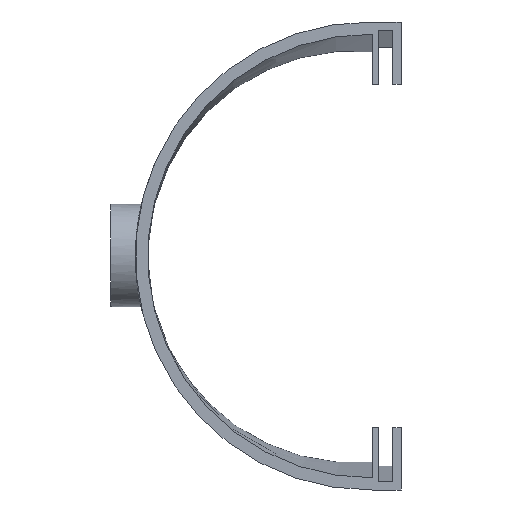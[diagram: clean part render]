
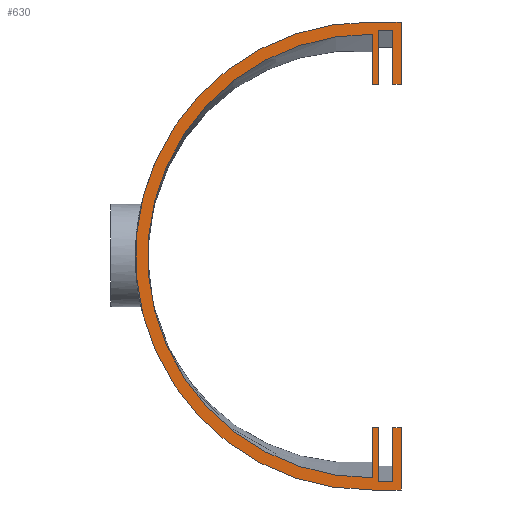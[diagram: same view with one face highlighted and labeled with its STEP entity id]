
A CAD part, front view. The second image highlights one B-rep face of the part: STEP entity #630.
In plain terms, the highlighted planar face has unit normal (0, -1, 0).
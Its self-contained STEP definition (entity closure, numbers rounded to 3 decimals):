
#27=CIRCLE('',#664,54.255);
#29=CIRCLE('',#666,57.255);
#59=FACE_OUTER_BOUND('',#95,.T.);
#95=EDGE_LOOP('',(#530,#531,#532,#533,#534,#535,#536,#537,#538,#539,#540,
#541,#542,#543,#544,#545,#546,#547));
#121=LINE('',#1111,#187);
#123=LINE('',#1115,#189);
#128=LINE('',#1124,#194);
#129=LINE('',#1127,#195);
#134=LINE('',#1136,#200);
#137=LINE('',#1142,#203);
#139=LINE('',#1145,#205);
#141=LINE('',#1148,#207);
#142=LINE('',#1151,#208);
#145=LINE('',#1158,#211);
#150=LINE('',#1168,#216);
#152=LINE('',#1172,#218);
#156=LINE('',#1178,#222);
#157=LINE('',#1181,#223);
#160=LINE('',#1187,#226);
#161=LINE('',#1188,#227);
#187=VECTOR('',#752,10.);
#189=VECTOR('',#756,10.);
#194=VECTOR('',#763,10.);
#195=VECTOR('',#766,10.);
#200=VECTOR('',#773,10.);
#203=VECTOR('',#778,10.);
#205=VECTOR('',#782,10.);
#207=VECTOR('',#786,10.);
#208=VECTOR('',#789,10.);
#211=VECTOR('',#794,10.);
#216=VECTOR('',#801,10.);
#218=VECTOR('',#805,10.);
#222=VECTOR('',#811,10.);
#223=VECTOR('',#814,10.);
#226=VECTOR('',#819,10.);
#227=VECTOR('',#820,10.);
#271=VERTEX_POINT('',#1048);
#272=VERTEX_POINT('',#1049);
#275=VERTEX_POINT('',#1096);
#276=VERTEX_POINT('',#1097);
#281=VERTEX_POINT('',#1108);
#282=VERTEX_POINT('',#1110);
#283=VERTEX_POINT('',#1114);
#286=VERTEX_POINT('',#1122);
#287=VERTEX_POINT('',#1126);
#290=VERTEX_POINT('',#1134);
#292=VERTEX_POINT('',#1140);
#293=VERTEX_POINT('',#1150);
#295=VERTEX_POINT('',#1156);
#296=VERTEX_POINT('',#1157);
#300=VERTEX_POINT('',#1167);
#301=VERTEX_POINT('',#1171);
#303=VERTEX_POINT('',#1180);
#305=VERTEX_POINT('',#1186);
#342=EDGE_CURVE('',#271,#272,#27,.T.);
#346=EDGE_CURVE('',#275,#276,#29,.T.);
#352=EDGE_CURVE('',#282,#281,#121,.T.);
#354=EDGE_CURVE('',#281,#283,#123,.T.);
#359=EDGE_CURVE('',#283,#286,#128,.T.);
#360=EDGE_CURVE('',#287,#282,#129,.T.);
#365=EDGE_CURVE('',#286,#290,#134,.T.);
#368=EDGE_CURVE('',#292,#290,#137,.T.);
#370=EDGE_CURVE('',#276,#292,#139,.T.);
#372=EDGE_CURVE('',#271,#287,#141,.T.);
#373=EDGE_CURVE('',#293,#272,#142,.T.);
#376=EDGE_CURVE('',#295,#296,#145,.T.);
#381=EDGE_CURVE('',#300,#295,#150,.T.);
#383=EDGE_CURVE('',#301,#300,#152,.T.);
#387=EDGE_CURVE('',#293,#296,#156,.T.);
#388=EDGE_CURVE('',#301,#303,#157,.T.);
#391=EDGE_CURVE('',#275,#305,#160,.T.);
#392=EDGE_CURVE('',#303,#305,#161,.T.);
#530=ORIENTED_EDGE('',*,*,#383,.T.);
#531=ORIENTED_EDGE('',*,*,#381,.T.);
#532=ORIENTED_EDGE('',*,*,#376,.T.);
#533=ORIENTED_EDGE('',*,*,#387,.F.);
#534=ORIENTED_EDGE('',*,*,#373,.T.);
#535=ORIENTED_EDGE('',*,*,#342,.F.);
#536=ORIENTED_EDGE('',*,*,#372,.T.);
#537=ORIENTED_EDGE('',*,*,#360,.T.);
#538=ORIENTED_EDGE('',*,*,#352,.T.);
#539=ORIENTED_EDGE('',*,*,#354,.T.);
#540=ORIENTED_EDGE('',*,*,#359,.T.);
#541=ORIENTED_EDGE('',*,*,#365,.T.);
#542=ORIENTED_EDGE('',*,*,#368,.F.);
#543=ORIENTED_EDGE('',*,*,#370,.F.);
#544=ORIENTED_EDGE('',*,*,#346,.F.);
#545=ORIENTED_EDGE('',*,*,#391,.T.);
#546=ORIENTED_EDGE('',*,*,#392,.F.);
#547=ORIENTED_EDGE('',*,*,#388,.F.);
#598=PLANE('',#682);
#630=ADVANCED_FACE('',(#59),#598,.T.);
#664=AXIS2_PLACEMENT_3D('',#1050,#736,#737);
#666=AXIS2_PLACEMENT_3D('',#1098,#742,#743);
#682=AXIS2_PLACEMENT_3D('',#1185,#817,#818);
#736=DIRECTION('center_axis',(0.,-1.,0.));
#737=DIRECTION('ref_axis',(0.014,0.,1.));
#742=DIRECTION('center_axis',(0.,1.,0.));
#743=DIRECTION('ref_axis',(0.013,0.,1.));
#752=DIRECTION('',(0.,0.,1.));
#756=DIRECTION('',(1.,0.,0.));
#763=DIRECTION('',(0.,0.,-1.));
#766=DIRECTION('',(1.,0.,0.));
#773=DIRECTION('',(1.,0.,0.));
#778=DIRECTION('',(0.,0.,-1.));
#782=DIRECTION('',(1.,0.,0.));
#786=DIRECTION('',(0.,0.,-1.));
#789=DIRECTION('',(0.,0.,-1.));
#794=DIRECTION('',(0.,0.,1.));
#801=DIRECTION('',(-1.,0.,0.));
#805=DIRECTION('',(0.,0.,-1.));
#811=DIRECTION('',(1.,0.,0.));
#814=DIRECTION('',(1.,0.,0.));
#817=DIRECTION('center_axis',(0.,-1.,0.));
#818=DIRECTION('ref_axis',(0.,0.,-1.));
#819=DIRECTION('',(1.,0.,0.));
#820=DIRECTION('',(0.,0.,-1.));
#1048=CARTESIAN_POINT('',(0.,21.187,77.776));
#1049=CARTESIAN_POINT('',(0.,21.187,-30.724));
#1050=CARTESIAN_POINT('Origin',(-0.745,21.187,23.526));
#1096=CARTESIAN_POINT('',(0.,21.187,-33.724));
#1097=CARTESIAN_POINT('',(0.,21.187,80.776));
#1098=CARTESIAN_POINT('Origin',(-0.745,21.187,23.526));
#1108=CARTESIAN_POINT('',(1.5,21.187,78.776));
#1110=CARTESIAN_POINT('',(1.5,21.187,65.526));
#1111=CARTESIAN_POINT('',(1.5,21.187,76.463));
#1114=CARTESIAN_POINT('',(5.,21.187,78.776));
#1115=CARTESIAN_POINT('',(1.,21.187,78.776));
#1122=CARTESIAN_POINT('',(5.,21.187,65.526));
#1124=CARTESIAN_POINT('',(5.,21.187,76.463));
#1126=CARTESIAN_POINT('',(0.,21.187,65.526));
#1127=CARTESIAN_POINT('',(0.,21.187,65.526));
#1134=CARTESIAN_POINT('',(7.,21.187,65.526));
#1136=CARTESIAN_POINT('',(0.,21.187,65.526));
#1140=CARTESIAN_POINT('',(7.,21.187,80.776));
#1142=CARTESIAN_POINT('',(7.,21.187,65.526));
#1145=CARTESIAN_POINT('',(2.,21.187,80.776));
#1148=CARTESIAN_POINT('',(0.,21.187,80.776));
#1150=CARTESIAN_POINT('',(0.,21.187,-18.474));
#1151=CARTESIAN_POINT('',(0.,21.187,80.776));
#1156=CARTESIAN_POINT('',(1.5,21.187,-31.724));
#1157=CARTESIAN_POINT('',(1.5,21.187,-18.474));
#1158=CARTESIAN_POINT('',(1.5,21.187,-21.787));
#1167=CARTESIAN_POINT('',(5.,21.187,-31.724));
#1168=CARTESIAN_POINT('',(1.,21.187,-31.724));
#1171=CARTESIAN_POINT('',(5.,21.187,-18.474));
#1172=CARTESIAN_POINT('',(5.,21.187,-21.787));
#1178=CARTESIAN_POINT('',(2.,21.187,-18.474));
#1180=CARTESIAN_POINT('',(7.,21.187,-18.474));
#1181=CARTESIAN_POINT('',(2.,21.187,-18.474));
#1185=CARTESIAN_POINT('Origin',(0.,21.187,-18.474));
#1186=CARTESIAN_POINT('',(7.,21.187,-33.724));
#1187=CARTESIAN_POINT('',(2.,21.187,-33.724));
#1188=CARTESIAN_POINT('',(7.,21.187,-18.474));
